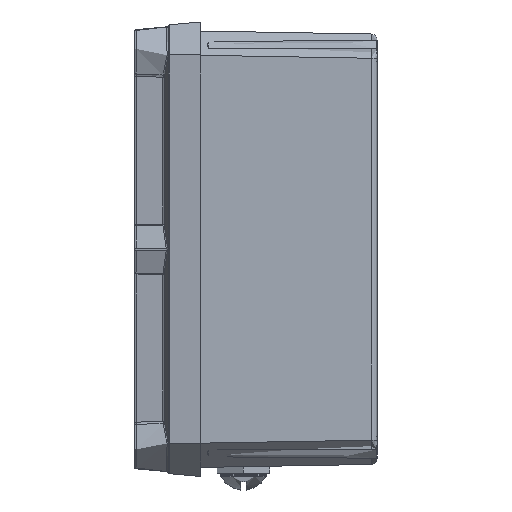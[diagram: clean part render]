
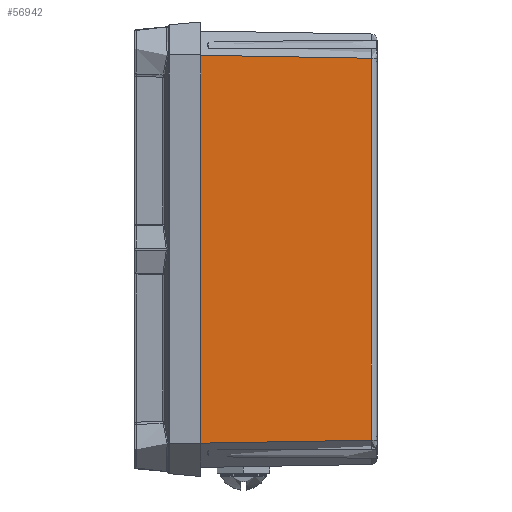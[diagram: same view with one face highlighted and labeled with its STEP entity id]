
A CAD part, left-side view. The second image highlights one B-rep face of the part: STEP entity #56942.
In plain terms, the highlighted planar face has unit normal (-1, -0.018, 0).
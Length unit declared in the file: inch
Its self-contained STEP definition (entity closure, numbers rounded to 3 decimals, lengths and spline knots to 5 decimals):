
#282 = EDGE_LOOP ( 'NONE', ( #36153, #517, #58364, #78174 ) ) ;
#517 = ORIENTED_EDGE ( 'NONE', *, *, #27567, .T. ) ;
#2432 = CARTESIAN_POINT ( 'NONE',  ( -3.04607, -1.93859, 1.96754 ) ) ;
#6288 = CARTESIAN_POINT ( 'NONE',  ( -3.04607, -1.93859, -1.96861 ) ) ;
#7394 = AXIS2_PLACEMENT_3D ( 'NONE', #19120, #63515, #69968 ) ;
#8252 = DIRECTION ( 'NONE',  ( 0., 0., 1. ) ) ;
#9345 = FACE_OUTER_BOUND ( 'NONE', #282, .T. ) ;
#9450 = DIRECTION ( 'NONE',  ( 0.017, -1., 0.017 ) ) ;
#12190 = PLANE ( 'NONE',  #7394 ) ;
#19120 = CARTESIAN_POINT ( 'NONE',  ( -3.045, -2., 2.2175 ) ) ;
#20429 = EDGE_CURVE ( 'NONE', #34227, #66585, #80635, .T. ) ;
#23341 = CARTESIAN_POINT ( 'NONE',  ( -3.04508, -1.99564, -1.96761 ) ) ;
#27567 = EDGE_CURVE ( 'NONE', #65091, #74504, #68499, .T. ) ;
#28912 = DIRECTION ( 'NONE',  ( -0.017, 1., 0.017 ) ) ;
#34213 = DIRECTION ( 'NONE',  ( 0., 0., -1. ) ) ;
#34227 = VERTEX_POINT ( 'NONE', #76300 ) ;
#35625 = CARTESIAN_POINT ( 'NONE',  ( -3.07999, 0.00436, 2.00252 ) ) ;
#36153 = ORIENTED_EDGE ( 'NONE', *, *, #42780, .T. ) ;
#36877 = VECTOR ( 'NONE', #28912, 39.37008 ) ;
#40135 = CARTESIAN_POINT ( 'NONE',  ( -3.07991, 0., -2.00245 ) ) ;
#42780 = EDGE_CURVE ( 'NONE', #66585, #65091, #75068, .T. ) ;
#44636 = VECTOR ( 'NONE', #8252, 39.37008 ) ;
#48217 = EDGE_CURVE ( 'NONE', #74504, #34227, #68668, .T. ) ;
#56942 = ADVANCED_FACE ( 'NONE', ( #9345 ), #12190, .T. ) ;
#57741 = VECTOR ( 'NONE', #34213, 39.37008 ) ;
#58364 = ORIENTED_EDGE ( 'NONE', *, *, #48217, .T. ) ;
#63515 = DIRECTION ( 'NONE',  ( -1., -0.017, 0. ) ) ;
#65091 = VERTEX_POINT ( 'NONE', #6288 ) ;
#66585 = VERTEX_POINT ( 'NONE', #40135 ) ;
#68499 = LINE ( 'NONE', #2432, #44636 ) ;
#68668 = LINE ( 'NONE', #35625, #36877 ) ;
#69968 = DIRECTION ( 'NONE',  ( 0.017, -1., 0. ) ) ;
#71088 = VECTOR ( 'NONE', #9450, 39.37008 ) ;
#72049 = CARTESIAN_POINT ( 'NONE',  ( -3.04607, -1.93859, 1.96861 ) ) ;
#74504 = VERTEX_POINT ( 'NONE', #72049 ) ;
#75068 = LINE ( 'NONE', #23341, #71088 ) ;
#76300 = CARTESIAN_POINT ( 'NONE',  ( -3.07991, 0., 2.00245 ) ) ;
#77823 = CARTESIAN_POINT ( 'NONE',  ( -3.07991, 0., 2.2175 ) ) ;
#78174 = ORIENTED_EDGE ( 'NONE', *, *, #20429, .T. ) ;
#80635 = LINE ( 'NONE', #77823, #57741 ) ;
